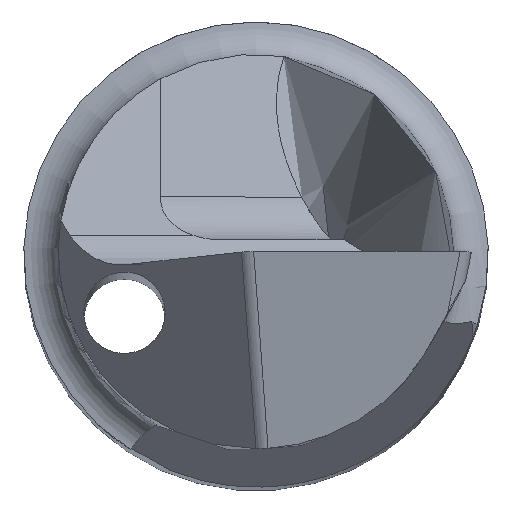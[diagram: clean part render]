
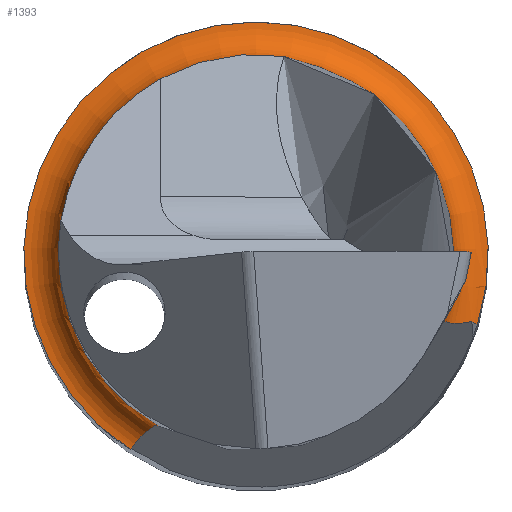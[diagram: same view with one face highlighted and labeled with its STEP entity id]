
A CAD part, top view. The second image highlights one B-rep face of the part: STEP entity #1393.
In plain terms, the highlighted toroidal (fillet/blend) face has major radius 2 mm and minor radius 0.3 mm.
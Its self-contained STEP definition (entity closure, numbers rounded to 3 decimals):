
#63 = VERTEX_POINT ( 'NONE', #307 ) ;
#73 = AXIS2_PLACEMENT_3D ( 'NONE', #1261, #708, #1368 ) ;
#78 = CARTESIAN_POINT ( 'NONE',  ( -0.893, -1.484, 21.945 ) ) ;
#192 = VERTEX_POINT ( 'NONE', #819 ) ;
#198 = ORIENTED_EDGE ( 'NONE', *, *, #665, .F. ) ;
#251 = CARTESIAN_POINT ( 'NONE',  ( 1.858, -0.58, 21.805 ) ) ;
#279 = DIRECTION ( 'NONE',  ( 1., 0., 0. ) ) ;
#280 = ORIENTED_EDGE ( 'NONE', *, *, #1207, .T. ) ;
#284 = CIRCLE ( 'NONE', #1085, 1.7 ) ;
#307 = CARTESIAN_POINT ( 'NONE',  ( 1.612, -0.541, 22.1 ) ) ;
#325 = B_SPLINE_CURVE_WITH_KNOTS ( 'NONE', 3,
 ( #1030, #1167, #511, #1065, #483, #964 ),
 .UNSPECIFIED., .F., .F.,
 ( 4, 2, 4 ),
 ( 0., 0., 0. ),
 .UNSPECIFIED. ) ;
#329 = CARTESIAN_POINT ( 'NONE',  ( -0.981, -1.559, 21.834 ) ) ;
#368 = CARTESIAN_POINT ( 'NONE',  ( -1.084, -1.681, 21.8 ) ) ;
#384 = AXIS2_PLACEMENT_3D ( 'NONE', #1164, #1405, #279 ) ;
#402 = EDGE_CURVE ( 'NONE', #1142, #476, #1335, .T. ) ;
#424 = CARTESIAN_POINT ( 'NONE',  ( -1.084, -1.681, 21.8 ) ) ;
#460 = CARTESIAN_POINT ( 'NONE',  ( -0.843, -1.477, 22.1 ) ) ;
#476 = VERTEX_POINT ( 'NONE', #368 ) ;
#483 = CARTESIAN_POINT ( 'NONE',  ( 1.603, -0.566, 22.032 ) ) ;
#511 = CARTESIAN_POINT ( 'NONE',  ( 1.719, -0.599, 21.849 ) ) ;
#512 = CIRCLE ( 'NONE', #73, 2. ) ;
#665 = EDGE_CURVE ( 'NONE', #1411, #63, #325, .T. ) ;
#690 = CARTESIAN_POINT ( 'NONE',  ( 1.874, -0.589, 21.802 ) ) ;
#708 = DIRECTION ( 'NONE',  ( 0., 0., 1. ) ) ;
#749 = ORIENTED_EDGE ( 'NONE', *, *, #402, .F. ) ;
#753 = CARTESIAN_POINT ( 'NONE',  ( -1.035, -1.616, 21.8 ) ) ;
#796 = CARTESIAN_POINT ( 'NONE',  ( 0., 0., 22.1 ) ) ;
#803 = CARTESIAN_POINT ( 'NONE',  ( 1.906, -0.605, 21.8 ) ) ;
#807 = B_SPLINE_CURVE_WITH_KNOTS ( 'NONE', 3,
 ( #803, #1226, #690, #251 ),
 .UNSPECIFIED., .F., .F.,
 ( 4, 4 ),
 ( 0., 0. ),
 .UNSPECIFIED. ) ;
#819 = CARTESIAN_POINT ( 'NONE',  ( 1.906, -0.605, 21.8 ) ) ;
#861 = ORIENTED_EDGE ( 'NONE', *, *, #1230, .F. ) ;
#951 = FACE_OUTER_BOUND ( 'NONE', #1402, .T. ) ;
#964 = CARTESIAN_POINT ( 'NONE',  ( 1.612, -0.541, 22.1 ) ) ;
#966 = CARTESIAN_POINT ( 'NONE',  ( 1.858, -0.58, 21.805 ) ) ;
#1030 = CARTESIAN_POINT ( 'NONE',  ( 1.858, -0.58, 21.805 ) ) ;
#1033 = DIRECTION ( 'NONE',  ( 0., 0., 1. ) ) ;
#1064 = CARTESIAN_POINT ( 'NONE',  ( -0.843, -1.477, 22.1 ) ) ;
#1065 = CARTESIAN_POINT ( 'NONE',  ( 1.623, -0.585, 21.959 ) ) ;
#1085 = AXIS2_PLACEMENT_3D ( 'NONE', #796, #1033, #1251 ) ;
#1142 = VERTEX_POINT ( 'NONE', #460 ) ;
#1164 = CARTESIAN_POINT ( 'NONE',  ( 0., 0., 22.1 ) ) ;
#1167 = CARTESIAN_POINT ( 'NONE',  ( 1.788, -0.594, 21.816 ) ) ;
#1207 = EDGE_CURVE ( 'NONE', #192, #476, #512, .T. ) ;
#1226 = CARTESIAN_POINT ( 'NONE',  ( 1.89, -0.597, 21.8 ) ) ;
#1230 = EDGE_CURVE ( 'NONE', #63, #1142, #284, .T. ) ;
#1247 = EDGE_CURVE ( 'NONE', #192, #1411, #807, .T. ) ;
#1251 = DIRECTION ( 'NONE',  ( 1., 0., 0. ) ) ;
#1257 = ORIENTED_EDGE ( 'NONE', *, *, #1247, .F. ) ;
#1261 = CARTESIAN_POINT ( 'NONE',  ( 0., 0., 21.8 ) ) ;
#1276 = TOROIDAL_SURFACE ( 'NONE', #384, 2., 0.3 ) ;
#1304 = CARTESIAN_POINT ( 'NONE',  ( -0.859, -1.467, 22.021 ) ) ;
#1335 = B_SPLINE_CURVE_WITH_KNOTS ( 'NONE', 3,
 ( #1064, #1304, #78, #329, #753, #424 ),
 .UNSPECIFIED., .F., .F.,
 ( 4, 2, 4 ),
 ( 0., 0., 0. ),
 .UNSPECIFIED. ) ;
#1368 = DIRECTION ( 'NONE',  ( 1., 0., 0. ) ) ;
#1393 = ADVANCED_FACE ( 'NONE', ( #951 ), #1276, .F. ) ;
#1402 = EDGE_LOOP ( 'NONE', ( #1257, #280, #749, #861, #198 ) ) ;
#1405 = DIRECTION ( 'NONE',  ( 0., 0., 1. ) ) ;
#1411 = VERTEX_POINT ( 'NONE', #966 ) ;
